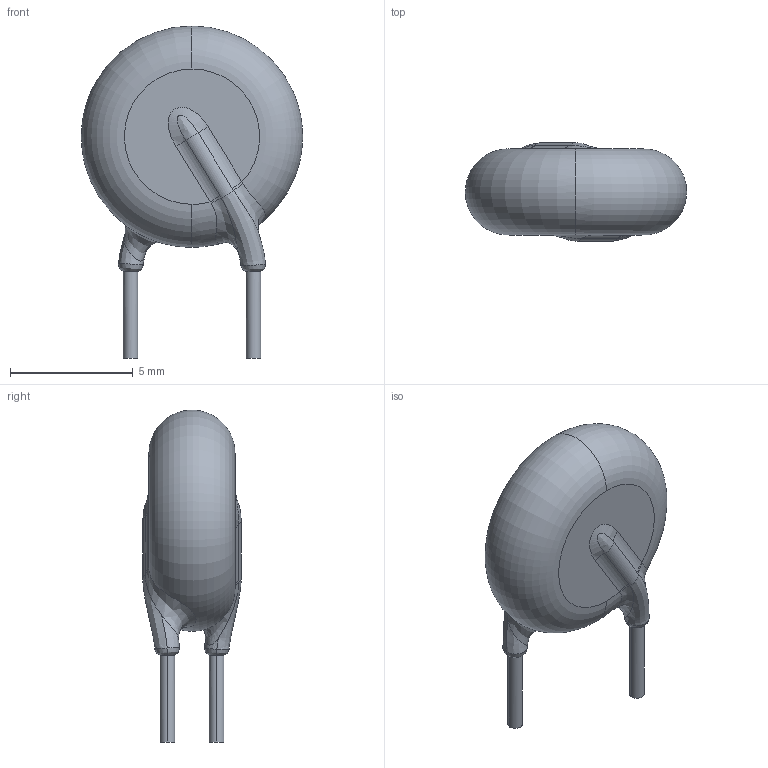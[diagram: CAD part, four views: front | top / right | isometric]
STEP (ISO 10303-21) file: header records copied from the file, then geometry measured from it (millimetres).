
FILE_DESCRIPTION (( 'STEP AP214' ), '1' );
FILE_NAME ('RES-TH_L9.0-W4.0-H11.0-P5.00-D0.6-S2.00.step', '2022-07-28T10:16:40', ( '' ), ( '' ), 'SwSTEP 2.0', 'SolidWorks 2020', '' );
FILE_SCHEMA (( 'AUTOMOTIVE_DESIGN' ));
Length unit declared in the file: millimetre
Products named in the file (1): RES-TH_L9.0-W4.0-H11.0-P5.00-D0.6-S2.00
Bounding box: 9 x 4 x 13.5 mm (x, y, z)
Volume: 197.4 mm3; surface area: 235.7 mm2
Topology: 14 solids, 14 shells, 265 faces, 699 edges, 462 vertices
Faces by surface type: plane 137, bspline 116, cylinder 10, torus 2
Entity records: 14679 total; most frequent: CARTESIAN_POINT 5845, ORIENTED_EDGE 1398, DIRECTION 785, EDGE_CURVE 699, VERTEX_POINT 462, LINE 429, VECTOR 429, UNCERTAINTY_MEASURE_WITH_UNIT 281
